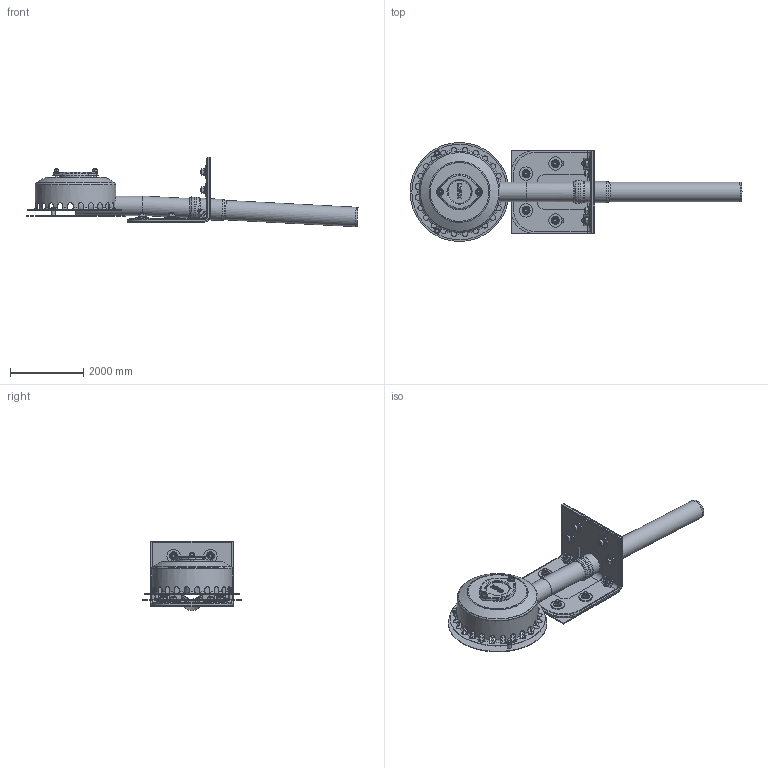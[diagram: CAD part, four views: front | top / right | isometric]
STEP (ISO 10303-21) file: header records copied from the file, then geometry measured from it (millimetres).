
FILE_DESCRIPTION(/* description */ (''),/* implementation_level */ '2;1');
FILE_NAME(/* name */ '01353.050X_3D.stp',/* time_stamp */ '2024-12-11T13:25:45+01:00',/* author */ ('CAD'),/* organization */ (''),/* preprocessor_version */ 'ST-DEVELOPER v20',/* originating_system */ 'AutoCAD Mechanical',/* authorisation */ '');
FILE_SCHEMA (('AUTOMOTIVE_DESIGN { 1 0 10303 214 3 1 1 }'));
Length unit declared in the file: centimetre
Products named in the file (2): Product; *S0
Assembly tree (1 placements, depth 2):
  Product
    *S0
Bounding box: 9043.64 x 2700 x 1889.43 mm (x, y, z)
Volume: 1151908919 mm3; surface area: 108262589.8 mm2
Topology: 50 solids, 50 shells, 2330 faces, 6675 edges, 4394 vertices
Faces by surface type: plane 1771, cylinder 224, cone 208, torus 109, bspline 12, sphere 6
Full cylindrical faces by diameter (mm): 66.47 x2, 80 x4, 83.76 x10, 99.999 x2, 100 x14, 121.637 x8, 130 x2, 365 x8, 510 x3, 529.993 x1, 530 x3, 558 x1, 558.781 x1, 574.365 x1, 578 x1, 598 x1, 600 x1, 618 x1, 700 x2, 731.5 x1, 920 x1, 2180 x1, 2200 x1, 2700 x1
Entity records: 82233 total; most frequent: CARTESIAN_POINT 19952, ORIENTED_EDGE 13346, DIRECTION 11650, EDGE_CURVE 6673, LINE 5164, VECTOR 5164, VERTEX_POINT 4394, AXIS2_PLACEMENT_3D 3243
